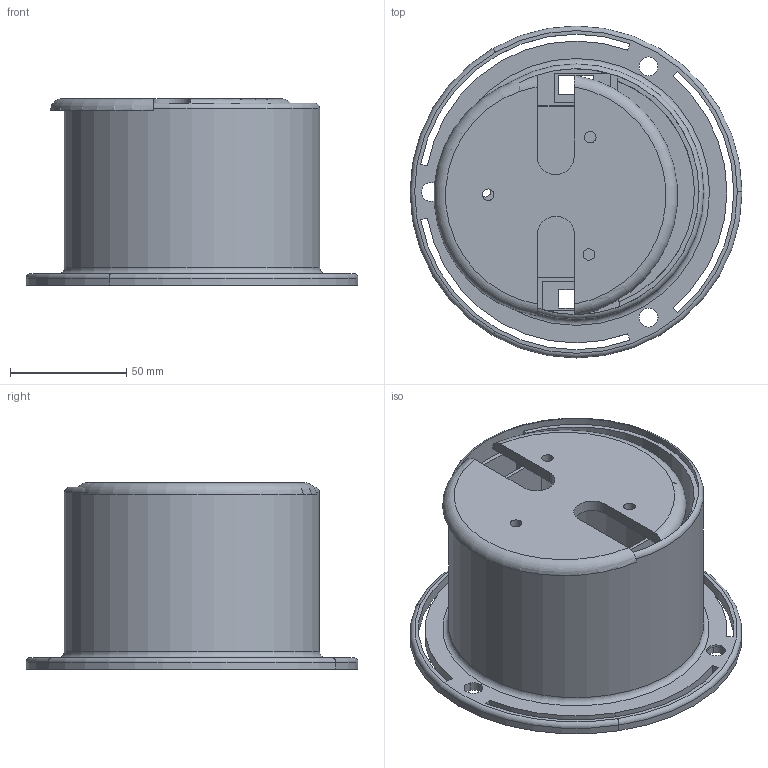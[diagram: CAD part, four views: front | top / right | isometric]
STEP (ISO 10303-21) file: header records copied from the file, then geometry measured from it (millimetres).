
FILE_DESCRIPTION(/* description */ (''),/* implementation_level */ '2;1');
FILE_NAME(/* name */ 'parachute_compartment_final.step',/* time_stamp */ '2025-11-13T05:45:39+05:30',/* author */ (''),/* organization */ (''),/* preprocessor_version */ 'ST-DEVELOPER v20.1',/* originating_system */ 'Autodesk Translation Framework v14.17.0.0',/* authorisation */ '');
FILE_SCHEMA (('AUTOMOTIVE_DESIGN { 1 0 10303 214 3 1 1 }'));
Length unit declared in the file: millimetre
Products named in the file (2): para_comp_updated; container_copy v1
Assembly tree (1 placements, depth 2):
  para_comp_updated
    container_copy v1
Bounding box: 143.03 x 143.04 x 80.28 mm (x, y, z)
Volume: 230922.2 mm3; surface area: 109965.7 mm2
Topology: 2 solids, 2 shells, 123 faces, 341 edges, 226 vertices
Faces by surface type: plane 65, cylinder 51, torus 7
Full cylindrical faces by diameter (mm): 5 x6, 8.15 x1, 106 x1, 110 x1
Entity records: 4283 total; most frequent: CARTESIAN_POINT 924, DIRECTION 707, ORIENTED_EDGE 682, EDGE_CURVE 341, AXIS2_PLACEMENT_3D 255, VERTEX_POINT 226, LINE 197, VECTOR 197
